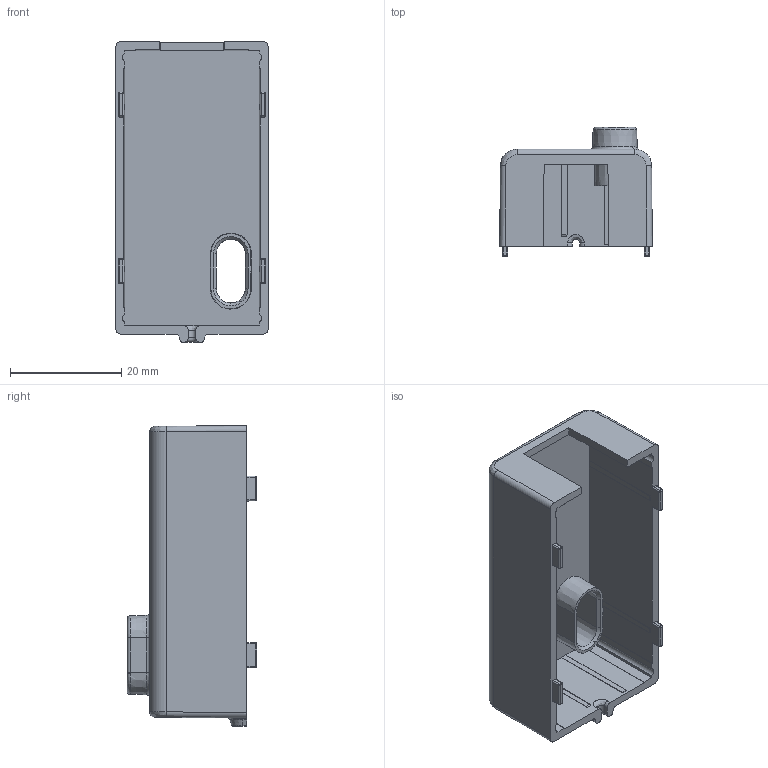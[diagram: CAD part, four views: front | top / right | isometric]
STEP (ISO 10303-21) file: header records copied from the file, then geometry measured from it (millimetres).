
FILE_DESCRIPTION(/* description */ (''),/* implementation_level */ '2;1');
FILE_NAME(/* name */ 'Top.ipt.step',/* time_stamp */ '2020-04-16T23:13:54-04:00',/* author */ ('Jordan'),/* organization */ (''),/* preprocessor_version */ 'ST-DEVELOPER v17',/* originating_system */ 'Autodesk Inventor 2019',/* authorisation */ '');
FILE_SCHEMA (('AUTOMOTIVE_DESIGN { 1 0 10303 214 3 1 1 }'));
Length unit declared in the file: inch
Products named in the file (1): Top
Bounding box: 27.5 x 23.3 x 54.2 mm (x, y, z)
Volume: 5632.9 mm3; surface area: 8143.1 mm2
Topology: 1 solids, 1 shells, 217 faces, 546 edges, 309 vertices
Faces by surface type: plane 93, cylinder 72, bspline 22, cone 11, torus 10, sphere 9
Entity records: 7733 total; most frequent: CARTESIAN_POINT 2507, DIRECTION 1057, ORIENTED_EDGE 1046, EDGE_CURVE 523, AXIS2_PLACEMENT_3D 373, LINE 311, VECTOR 311, VERTEX_POINT 309
